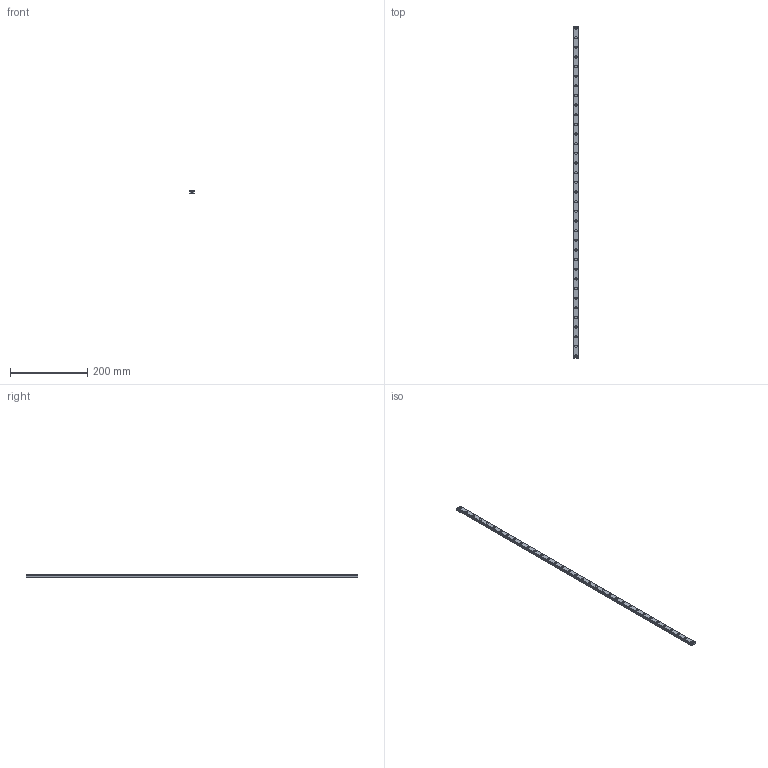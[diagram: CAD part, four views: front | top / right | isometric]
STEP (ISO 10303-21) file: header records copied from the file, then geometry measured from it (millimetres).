
FILE_DESCRIPTION(('STEP AP214'),'1');
FILE_NAME('cctmp_D79C0DE1-AD7B-47FB-B14F-A98DD68D4D80_2021_02_18_15_47_46_0153..stp','2021-02-18T14:47:46',('HIWIN GmbH'),('CADClick - www.CADClick.com'),'Spatial InterOp 3D',' ','unknown authorization');
FILE_SCHEMA(('AUTOMOTIVE_DESIGN'));
Length unit declared in the file: millimetre
Products named in the file (1): MGNR12R860CM_FILE
Bounding box: 12 x 860 x 8 mm (x, y, z)
Volume: 73568.1 mm3; surface area: 42943.1 mm2
Topology: 1 solids, 1 shells, 410 faces, 897 edges, 598 vertices
Faces by surface type: cylinder 226, plane 184
Entity records: 14737 total; most frequent: DIRECTION 2171, CARTESIAN_POINT 1906, ORIENTED_EDGE 1794, EDGE_CURVE 897, AXIS2_PLACEMENT_3D 863, VERTEX_POINT 598, EDGE_LOOP 519, CIRCLE 452
